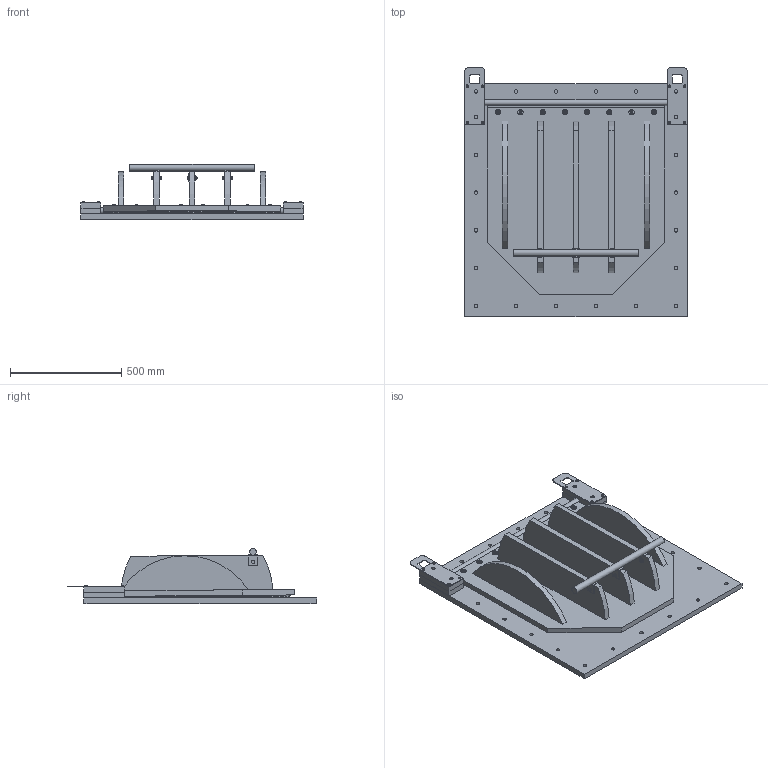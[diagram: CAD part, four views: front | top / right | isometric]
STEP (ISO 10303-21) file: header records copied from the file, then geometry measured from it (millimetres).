
FILE_DESCRIPTION(/* description */ ('Achterplaat'),/* implementation_level */ '2;1');
FILE_NAME(/* name */ '101Y0700.A.stp',/* time_stamp */ '2017-12-05T13:27:34+01:00',/* author */ ('BIDJOSLO'),/* organization */ ('KWT Waterbeheersing'),/* preprocessor_version */ 'ST-DEVELOPER v16.1',/* originating_system */ 'Autodesk Inventor 2016',/* authorisation */ '');
FILE_SCHEMA (('AUTOMOTIVE_DESIGN { 1 0 10303 214 3 1 1 }'));
Length unit declared in the file: millimetre
Products named in the file (27): 101Y0700.01; 101Y600-1200.09; 101Y600-1200.11; 1140.SPLS.06x40VK; 101Y0700.B; 101Y0700.04; 101Y0700.05; 101Y0700.06; 101Y0700.07; 101Y0700.14; 101Y600-1200.15; 101Y0700.E; 101Y0700.02; 101Y0700.03; 101Y0700.D; 1140.933.08x030; 1140.934.08; 1140.9021.08; 1140.127B.08; 1140.SPLS.06x60VK; 1140.933.08x040; 101Y0700.C; 101Y600-1200.10; 101Y600-1200.12; 101Y600-1200.13; 101Y0700.16; 101Y0700.A
Assembly tree (105 placements, depth 4):
  101Y0700.A
    101Y0700.B
      101Y0700.01
      101Y600-1200.09
      101Y600-1200.11
      1140.SPLS.06x40VK  x8
    101Y0700.C
      101Y0700.04
      101Y0700.05
      101Y0700.06  x2
      101Y0700.07  x3
      101Y0700.E
        101Y0700.14
        101Y600-1200.15  x3
      101Y0700.D
        101Y0700.02
        101Y0700.03
      1140.933.08x030  x8
      1140.934.08  x11
      1140.9021.08  x11
      1140.127B.08  x8
      1140.SPLS.06x60VK  x23
      1140.933.08x040  x3
    101Y600-1200.10
    101Y600-1200.12
    101Y600-1200.13  x2
    101Y0700.16
    1140.SPLS.06x60VK  x8
Bounding box: 1000 x 1125 x 247.71 mm (x, y, z)
Volume: 44842021.1 mm3; surface area: 5148440.2 mm2
Topology: 101 solids, 101 shells, 1921 faces, 4888 edges, 3177 vertices
Faces by surface type: plane 804, cone 599, cylinder 341, torus 156, bspline 21
Full cylindrical faces by diameter (mm): 6.3 x39, 6.647 x11, 7 x39, 7.323 x11, 8 x11, 8.4 x11, 9 x22, 10.5 x8, 11.3 x39, 11.4 x11, 16 x34, 21.7 x1, 24 x11, 26.9 x1, 30 x1, 700 x1, 738 x1, 762 x1
Entity records: 17607 total; most frequent: CARTESIAN_POINT 5864, DIRECTION 2388, ORIENTED_EDGE 1920, AXIS2_PLACEMENT_3D 982, EDGE_CURVE 960, EDGE_LOOP 821, VERTEX_POINT 711, FACE_OUTER_BOUND 470
